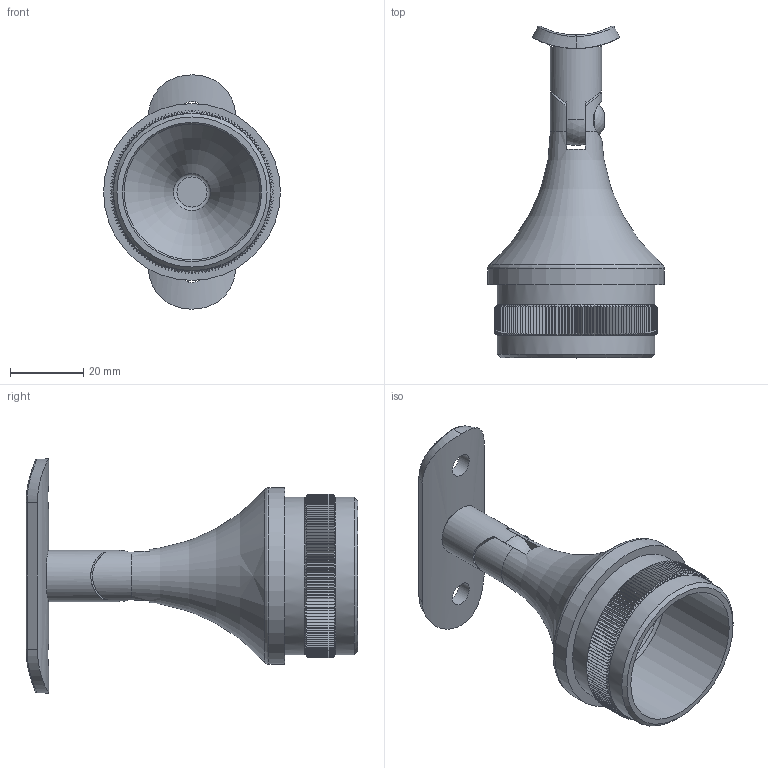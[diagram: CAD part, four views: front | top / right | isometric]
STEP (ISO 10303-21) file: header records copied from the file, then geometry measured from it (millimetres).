
FILE_DESCRIPTION (( 'STEP AP203' ), '1' );
FILE_NAME ('50287-240.step', '2022-06-24T12:01:24', ( '' ), ( '' ), 'SwSTEP 2.0', 'SolidWorks 2018', '' );
FILE_SCHEMA (( 'CONFIG_CONTROL_DESIGN' ));
Length unit declared in the file: millimetre
Products named in the file (6): DIN 7380_DIN 7380 M5x8; 5028x-240 Teil2_5028x-240 Teil2; 50287-240; 5028x-240 Teil1_50287-240 Teil1; 5028x-240 Teil3_5028x-240 Teil3; DIN 7991 Konfig_DIN 7991 M6x10
Assembly tree (5 placements, depth 2):
  50287-240
    5028x-240 Teil1_50287-240 Teil1
    5028x-240 Teil2_5028x-240 Teil2
    DIN 7380_DIN 7380 M5x8
    5028x-240 Teil3_5028x-240 Teil3
    DIN 7991 Konfig_DIN 7991 M6x10
Bounding box: 48.3 x 90.65 x 64 mm (x, y, z)
Volume: 28399.6 mm3; surface area: 19998.7 mm2
Topology: 5 solids, 5 shells, 1116 faces, 2596 edges, 1519 vertices
Faces by surface type: plane 448, cone 318, cylinder 215, bspline 127, torus 6, sphere 2
Full cylindrical faces by diameter (mm): 4.2 x1, 5 x2, 5.5 x2, 6 x1, 6.5 x2, 8.1 x1, 10 x1, 12 x1, 12.5 x1, 14 x1, 38 x1, 43 x2, 48.3 x1
Entity records: 37771 total; most frequent: CARTESIAN_POINT 13976, ORIENTED_EDGE 5062, DIRECTION 4372, EDGE_CURVE 2531, AXIS2_PLACEMENT_3D 1765, VERTEX_POINT 1496, EDGE_LOOP 1189, FACE_OUTER_BOUND 1136
